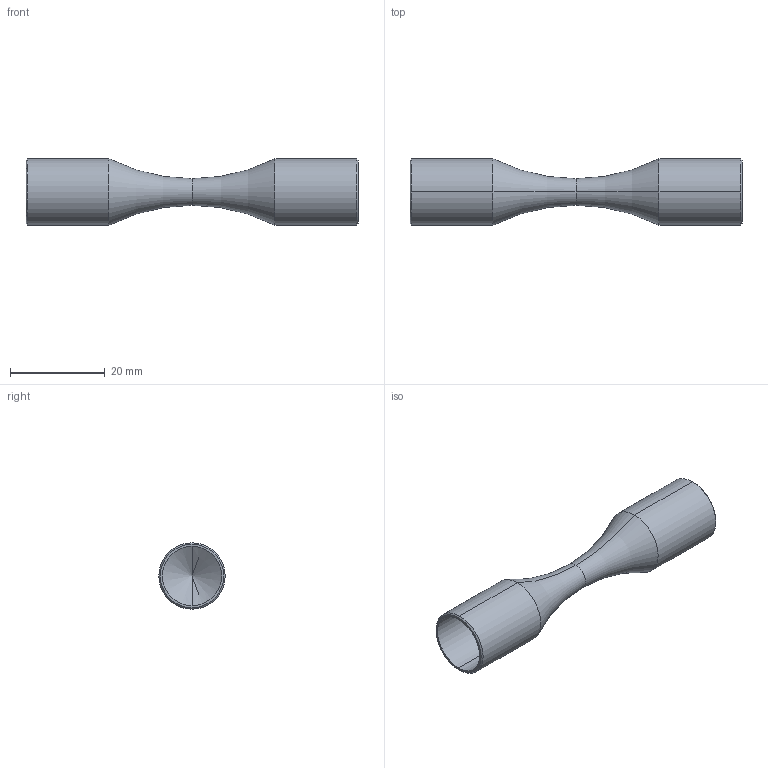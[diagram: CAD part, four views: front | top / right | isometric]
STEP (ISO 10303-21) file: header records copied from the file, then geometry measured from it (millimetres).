
FILE_DESCRIPTION (( 'STEP AP203' ), '1' );
FILE_NAME ('A_0012.STEP', '2025-06-20T12:10:22', ( '' ), ( '' ), 'SwSTEP 2.0', 'SolidWorks 2019', '' );
FILE_SCHEMA (( 'CONFIG_CONTROL_DESIGN' ));
Length unit declared in the file: millimetre
Products named in the file (1): A_0012
Bounding box: 70 x 14 x 14 mm (x, y, z)
Volume: 3474.8 mm3; surface area: 4011.6 mm2
Topology: 1 solids, 1 shells, 22 faces, 46 edges, 24 vertices
Faces by surface type: cone 8, cylinder 8, torus 4, plane 2
Entity records: 633 total; most frequent: DIRECTION 114, CARTESIAN_POINT 89, ORIENTED_EDGE 84, AXIS2_PLACEMENT_3D 49, EDGE_CURVE 42, CIRCLE 26, VERTEX_POINT 24, EDGE_LOOP 24
